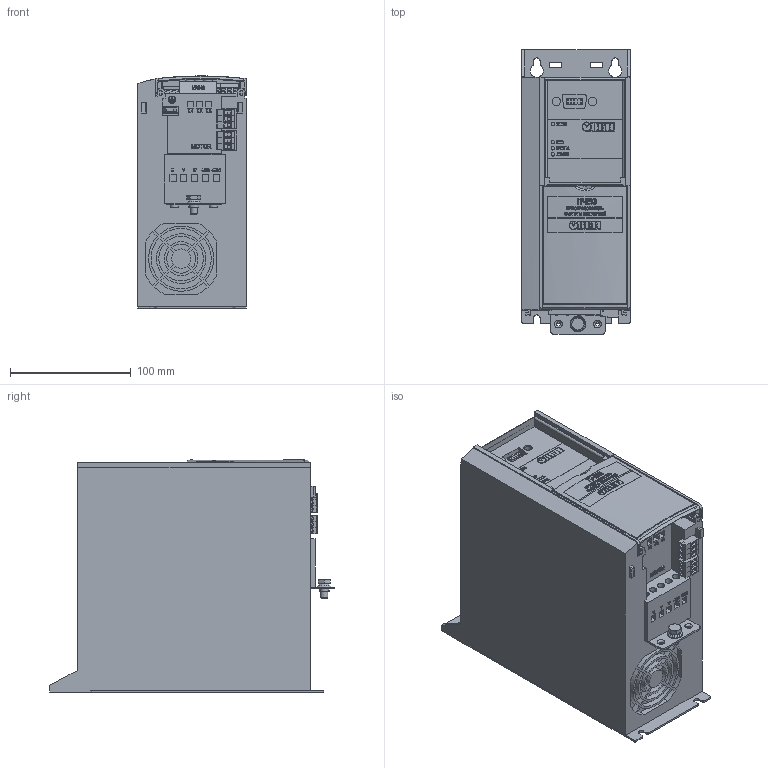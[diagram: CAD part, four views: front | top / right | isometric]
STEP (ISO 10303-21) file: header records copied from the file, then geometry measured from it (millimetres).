
FILE_DESCRIPTION (( 'STEP AP214' ), '1' );
FILE_NAME ('3D ìîäåëü Ï×Â3-2Ê2-Â.STEP', '2020-12-07T08:51:25', ( '' ), ( '' ), 'SwSTEP 2.0', 'SolidWorks 2015', '' );
FILE_SCHEMA (( 'AUTOMOTIVE_DESIGN' ));
Length unit declared in the file: millimetre
Products named in the file (12): Îáîéìà ËÏÎ (Âòóëêà); 冓踖樦 2EDGR-5.08-3p_grey; 抔樦憵 2edgk-5,08-1p_grey; DIP-ïåðåêëþ÷àòåëü 2ïîç; Êëåììà_10õ13õ5ìì ÷åðí; 3D ìîäåëü Ï×Â3-2Ê2-Â; Êîðïóñ Ï×Â3-2; Êðûøêà Ï×Â3_2; DIN 6798-V6.4_DIN 6798-V6.4; 抔樦憵 SMKDS 1-9-5_min; ISO 4017 - M6 x 12-N_ISO 4017 - M6 x 12-N; 抔樦憵 SMKDS 1-3-5_min
Assembly tree (21 placements, depth 2):
  3D ìîäåëü Ï×Â3-2Ê2-Â
    Êîðïóñ Ï×Â3-2
    Îáîéìà ËÏÎ (Âòóëêà)
    DIP-ïåðåêëþ÷àòåëü 2ïîç
    抔樦憵 SMKDS 1-3-5_min
    抔樦憵 SMKDS 1-9-5_min
    冓踖樦 2EDGR-5.08-3p_grey  x2
    抔樦憵 2edgk-5,08-1p_grey  x6
    Êëåììà_10õ13õ5ìì ÷åðí  x3
    DIN 6798-V6.4_DIN 6798-V6.4  x2
    ISO 4017 - M6 x 12-N_ISO 4017 - M6 x 12-N  x2
    Êðûøêà Ï×Â3_2
Bounding box: 90 x 236 x 192.4 mm (x, y, z)
Volume: 1359414.7 mm3; surface area: 562529.6 mm2
Topology: 24 solids, 24 shells, 3489 faces, 9120 edges, 6030 vertices
Faces by surface type: plane 2460, bspline 592, cylinder 395, cone 25, torus 17
Full cylindrical faces by diameter (mm): 1.4 x6, 1.731 x3, 2 x3, 2.8 x12, 3 x7, 3.5 x2, 3.6 x12, 3.8 x6, 4 x21, 4.2 x3, 4.5 x1, 5.2 x1, 5.4 x9, 6 x11, 6.5 x2, 7 x3, 7.143 x1, 8.2 x1, 10 x2
Entity records: 150487 total; most frequent: CARTESIAN_POINT 62217, ORIENTED_EDGE 15340, DIRECTION 11874, EDGE_CURVE 7670, LINE 5162, VECTOR 5162, VERTEX_POINT 5126, EDGE_LOOP 3388
